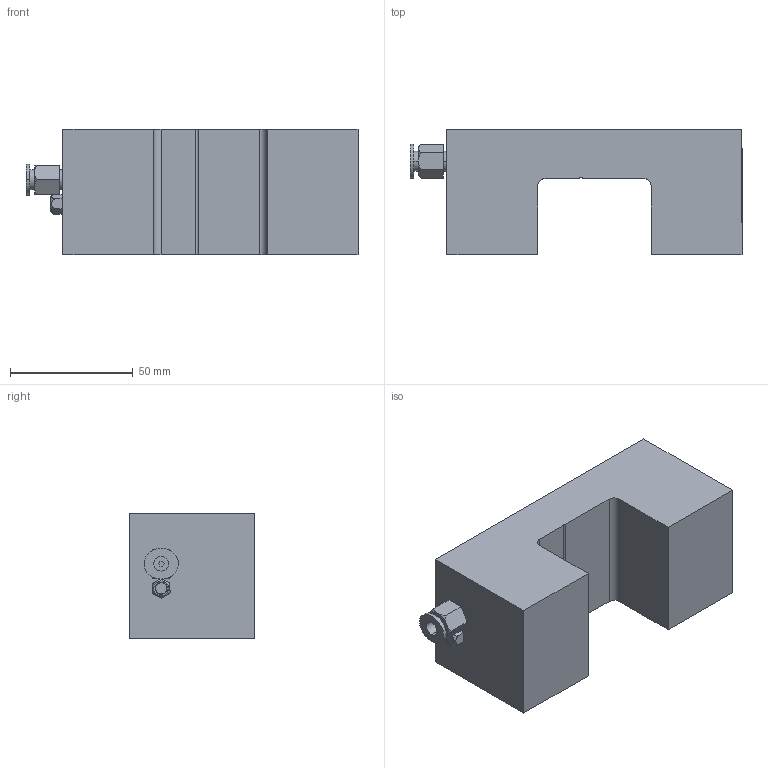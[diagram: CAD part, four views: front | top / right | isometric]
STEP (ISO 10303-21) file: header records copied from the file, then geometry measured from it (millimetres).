
FILE_DESCRIPTION (( 'STEP AP214' ), '1' );
FILE_NAME ('CP45S.STEP', '2017-01-21T03:21:21', ( 'Sky123.Org' ), ( 'Sky123.Org' ), 'SwSTEP 2.0', 'SolidWorks 2012', '' );
FILE_SCHEMA (( 'AUTOMOTIVE_DESIGN' ));
Length unit declared in the file: millimetre
Products named in the file (1): CP45S
Bounding box: 135 x 51 x 51 mm (x, y, z)
Volume: 236921.9 mm3; surface area: 33993.5 mm2
Topology: 6 solids, 6 shells, 153 faces, 348 edges, 218 vertices
Faces by surface type: plane 66, cylinder 43, cone 32, torus 10, bspline 2
Entity records: 6270 total; most frequent: CARTESIAN_POINT 1050, DIRECTION 744, ORIENTED_EDGE 680, EDGE_CURVE 340, AXIS2_PLACEMENT_3D 284, VERTEX_POINT 218, LINE 176, VECTOR 176
